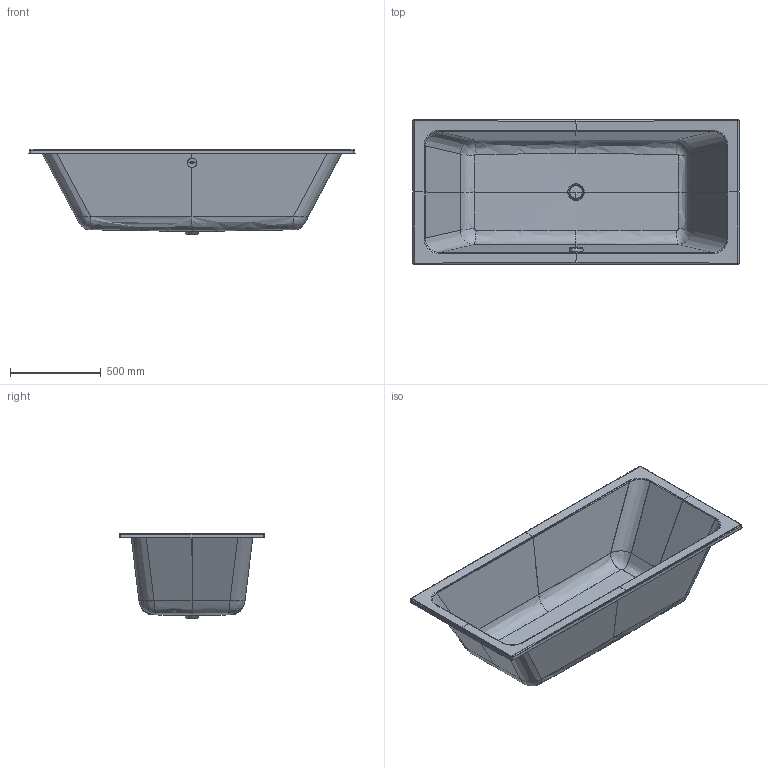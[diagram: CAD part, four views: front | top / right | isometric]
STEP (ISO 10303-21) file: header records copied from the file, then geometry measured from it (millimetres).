
FILE_DESCRIPTION(/* description */ (''),/* implementation_level */ '2;1');
FILE_NAME(/* name */ '700672',/* time_stamp */ '2023-10-11T15:24:36+02:00',/* author */ (''),/* organization */ (''),/* preprocessor_version */ 'ST-DEVELOPER v15',/* originating_system */ '',/* authorisation */ '');
FILE_SCHEMA (('AUTOMOTIVE_DESIGN'));
Length unit declared in the file: millimetre
Products named in the file (1): Document
Bounding box: 1800 x 800 x 470.97 mm (x, y, z)
Volume: 47555.1 mm3; surface area: 5751485.1 mm2
Topology: 3 solids, 4 shells, 443 faces, 1179 edges, 684 vertices
Faces by surface type: bspline 333, plane 110
Entity records: 76915 total; most frequent: CARTESIAN_POINT 70243, ORIENTED_EDGE 2272, EDGE_CURVE 1145, B_SPLINE_CURVE_WITH_KNOTS 746, VERTEX_POINT 684, EDGE_LOOP 459, ADVANCED_FACE 443, FACE_OUTER_BOUND 443
